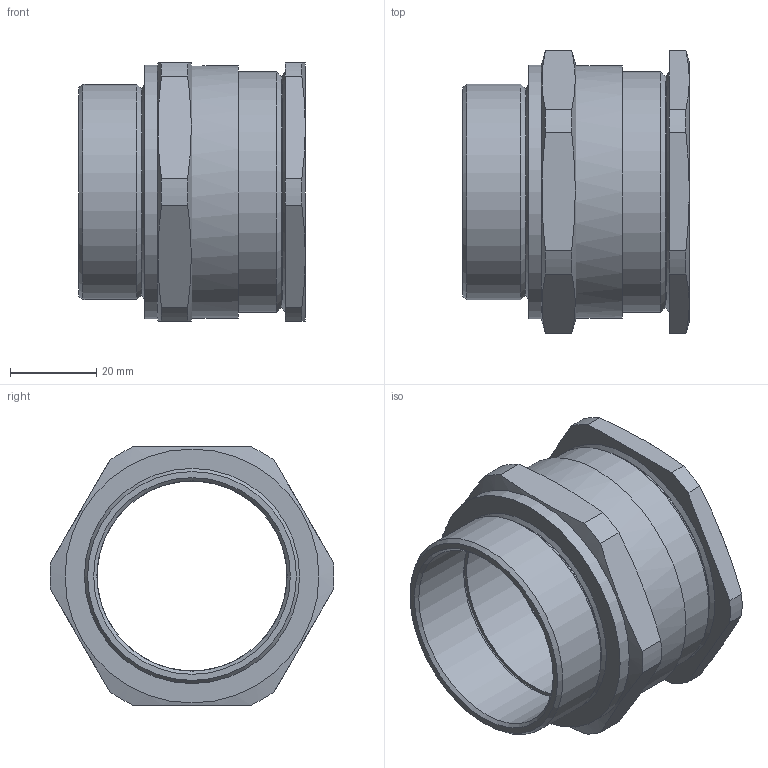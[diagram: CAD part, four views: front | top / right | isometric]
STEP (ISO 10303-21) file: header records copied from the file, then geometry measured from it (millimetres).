
FILE_DESCRIPTION (( 'STEP AP203' ), '1' );
FILE_NAME ('50A21RA.STEP', '2016-04-25T15:18:07', ( 'bel-it' ), ( '' ), 'SwSTEP 2.0', 'SolidWorks 2014', '' );
FILE_SCHEMA (( 'CONFIG_CONTROL_DESIGN' ));
Length unit declared in the file: millimetre
Products named in the file (1): 50A21RA
Bounding box: 52.67 x 65.97 x 60 mm (x, y, z)
Surface area: 24831.2 mm2 (no closed solid volume)
Topology: 0 solids, 4 shells, 60 faces, 280 edges, 229 vertices
Faces by surface type: cylinder 21, plane 21, cone 17, torus 1
Full cylindrical faces by diameter (mm): 44.1 x1, 44.2 x1, 47.971 x1, 49.25 x1, 50 x1, 53.718 x1, 56 x1, 58.7 x1, 59 x1
Entity records: 4128 total; most frequent: CARTESIAN_POINT 2055, ORIENTED_EDGE 364, DIRECTION 338, EDGE_CURVE 256, VERTEX_POINT 226, AXIS2_PLACEMENT_3D 123, EDGE_LOOP 107, B_SPLINE_CURVE_WITH_KNOTS 102
